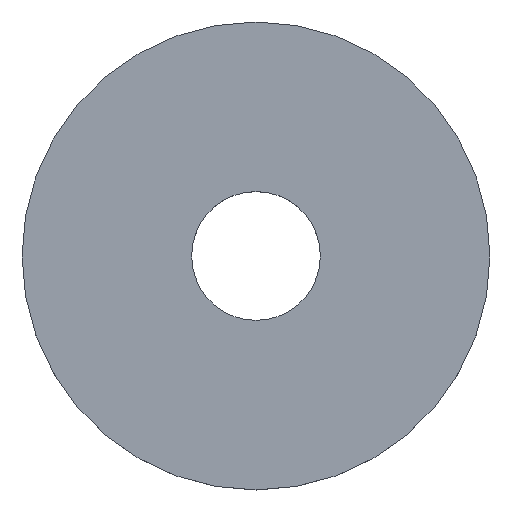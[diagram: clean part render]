
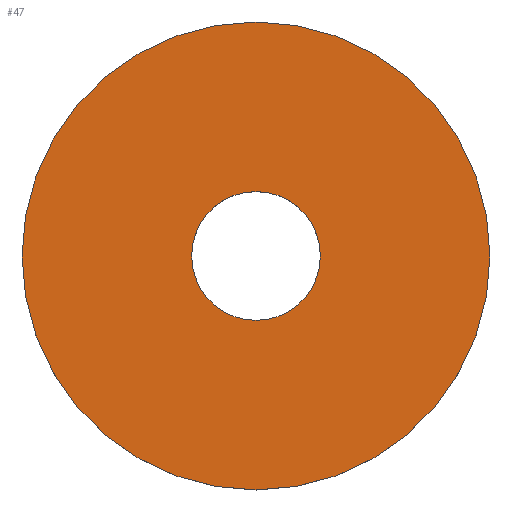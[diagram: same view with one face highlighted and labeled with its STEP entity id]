
A CAD part, top view. The second image highlights one B-rep face of the part: STEP entity #47.
In plain terms, the highlighted planar face has unit normal (0, 0, 1).
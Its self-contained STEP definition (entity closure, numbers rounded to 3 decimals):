
#1 = CARTESIAN_POINT ( 'NONE',  ( 0., 0., 5. ) ) ;
#3 = CARTESIAN_POINT ( 'NONE',  ( 0., 0., 5. ) ) ;
#17 = CARTESIAN_POINT ( 'NONE',  ( 0., 11., 5. ) ) ;
#18 = EDGE_CURVE ( 'NONE', #78, #78, #136, .T. ) ;
#22 = FACE_BOUND ( 'NONE', #60, .T. ) ;
#31 = AXIS2_PLACEMENT_3D ( 'NONE', #107, #159, #36 ) ;
#36 = DIRECTION ( 'NONE',  ( 0., -1., 0. ) ) ;
#40 = EDGE_CURVE ( 'NONE', #94, #94, #121, .T. ) ;
#47 = ADVANCED_FACE ( 'NONE', ( #22, #72 ), #51, .T. ) ;
#50 = EDGE_LOOP ( 'NONE', ( #106 ) ) ;
#51 = PLANE ( 'NONE',  #31 ) ;
#59 = DIRECTION ( 'NONE',  ( 0., 1., 0. ) ) ;
#60 = EDGE_LOOP ( 'NONE', ( #158 ) ) ;
#72 = FACE_OUTER_BOUND ( 'NONE', #50, .T. ) ;
#78 = VERTEX_POINT ( 'NONE', #17 ) ;
#94 = VERTEX_POINT ( 'NONE', #146 ) ;
#104 = AXIS2_PLACEMENT_3D ( 'NONE', #3, #127, #143 ) ;
#106 = ORIENTED_EDGE ( 'NONE', *, *, #40, .F. ) ;
#107 = CARTESIAN_POINT ( 'NONE',  ( 0., 11., 5. ) ) ;
#121 = CIRCLE ( 'NONE', #155, 40. ) ;
#127 = DIRECTION ( 'NONE',  ( 0., 0., -1. ) ) ;
#136 = CIRCLE ( 'NONE', #104, 11. ) ;
#143 = DIRECTION ( 'NONE',  ( 0., 1., 0. ) ) ;
#146 = CARTESIAN_POINT ( 'NONE',  ( 0., 40., 5. ) ) ;
#155 = AXIS2_PLACEMENT_3D ( 'NONE', #1, #157, #59 ) ;
#157 = DIRECTION ( 'NONE',  ( 0., 0., -1. ) ) ;
#158 = ORIENTED_EDGE ( 'NONE', *, *, #18, .T. ) ;
#159 = DIRECTION ( 'NONE',  ( 0., 0., 1. ) ) ;
